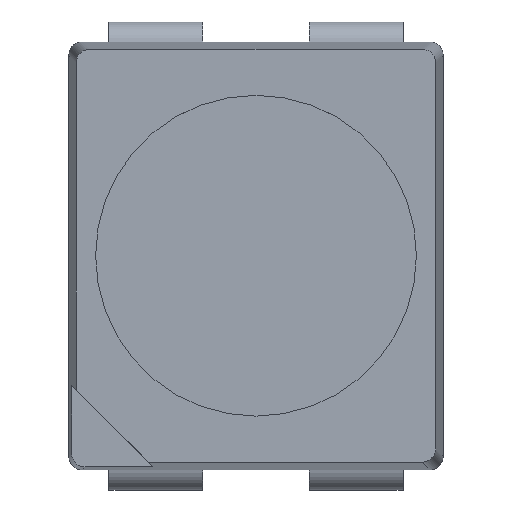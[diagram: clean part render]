
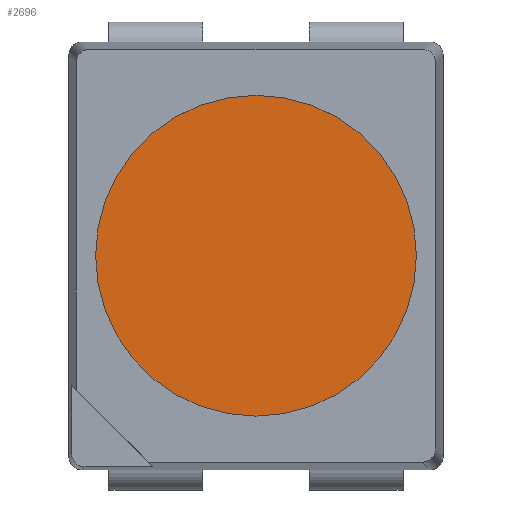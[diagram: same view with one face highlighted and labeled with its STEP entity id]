
A CAD part, top view. The second image highlights one B-rep face of the part: STEP entity #2696.
In plain terms, the highlighted planar face has unit normal (0, 0, 1).
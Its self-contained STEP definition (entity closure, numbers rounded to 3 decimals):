
#197 = PLANE ( 'NONE',  #2213 ) ;
#216 = DIRECTION ( 'NONE',  ( 0., 0., 1. ) ) ;
#761 = EDGE_CURVE ( 'NONE', #1709, #2623, #1302, .T. ) ;
#1213 = FACE_OUTER_BOUND ( 'NONE', #2883, .T. ) ;
#1302 = CIRCLE ( 'NONE', #1423, 1.2 ) ;
#1423 = AXIS2_PLACEMENT_3D ( 'NONE', #2045, #2222, #2238 ) ;
#1428 = EDGE_CURVE ( 'NONE', #2623, #1709, #2084, .T. ) ;
#1540 = CARTESIAN_POINT ( 'NONE',  ( -1.2, 0., -0.01 ) ) ;
#1578 = CARTESIAN_POINT ( 'NONE',  ( 0., 0., -0.01 ) ) ;
#1651 = CARTESIAN_POINT ( 'NONE',  ( 1.2, 0., -0.01 ) ) ;
#1709 = VERTEX_POINT ( 'NONE', #1651 ) ;
#1797 = DIRECTION ( 'NONE',  ( 1., 0., 0. ) ) ;
#1856 = ORIENTED_EDGE ( 'NONE', *, *, #1428, .T. ) ;
#2045 = CARTESIAN_POINT ( 'NONE',  ( 0., 0., -0.01 ) ) ;
#2060 = ORIENTED_EDGE ( 'NONE', *, *, #761, .T. ) ;
#2084 = CIRCLE ( 'NONE', #2830, 1.2 ) ;
#2213 = AXIS2_PLACEMENT_3D ( 'NONE', #1578, #216, #1797 ) ;
#2222 = DIRECTION ( 'NONE',  ( 0., 0., 1. ) ) ;
#2238 = DIRECTION ( 'NONE',  ( 1., 0., 0. ) ) ;
#2541 = DIRECTION ( 'NONE',  ( 0., 0., 1. ) ) ;
#2623 = VERTEX_POINT ( 'NONE', #1540 ) ;
#2696 = ADVANCED_FACE ( 'NONE', ( #1213 ), #197, .T. ) ;
#2801 = CARTESIAN_POINT ( 'NONE',  ( 0., 0., -0.01 ) ) ;
#2813 = DIRECTION ( 'NONE',  ( 1., 0., 0. ) ) ;
#2830 = AXIS2_PLACEMENT_3D ( 'NONE', #2801, #2541, #2813 ) ;
#2883 = EDGE_LOOP ( 'NONE', ( #2060, #1856 ) ) ;
